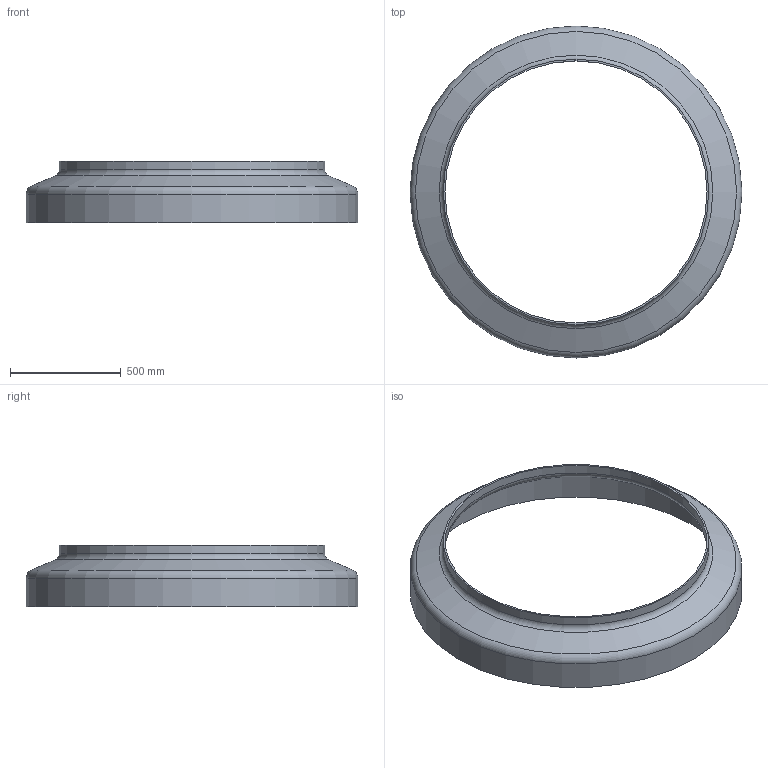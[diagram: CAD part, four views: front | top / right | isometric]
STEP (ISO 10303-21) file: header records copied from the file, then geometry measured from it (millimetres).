
FILE_DESCRIPTION(/* description */ (''),/* implementation_level */ '2;1');
FILE_NAME(/* name */ '55870.125X_3D.stp',/* time_stamp */ '2025-05-15T14:31:55+02:00',/* author */ ('c.rudolph'),/* organization */ (''),/* preprocessor_version */ 'ST-DEVELOPER v20',/* originating_system */ 'AutoCAD Mechanical',/* authorisation */ '');
FILE_SCHEMA (('AUTOMOTIVE_DESIGN { 1 0 10303 214 3 1 1 }'));
Length unit declared in the file: centimetre
Products named in the file (2): Product; *S0
Assembly tree (1 placements, depth 2):
  Product
    *S0
Bounding box: 1500 x 1500 x 280 mm (x, y, z)
Volume: 12770821.1 mm3; surface area: 3260161.6 mm2
Topology: 1 solids, 1 shells, 12 faces, 23 edges, 14 vertices
Faces by surface type: cylinder 4, torus 4, plane 2, cone 2
Full cylindrical faces by diameter (mm): 1184 x1, 1200 x1, 1484 x1, 1500 x1
Entity records: 371 total; most frequent: DIRECTION 69, CARTESIAN_POINT 52, ORIENTED_EDGE 44, AXIS2_PLACEMENT_3D 31, EDGE_CURVE 22, CIRCLE 16, EDGE_LOOP 14, FACE_OUTER_BOUND 12
